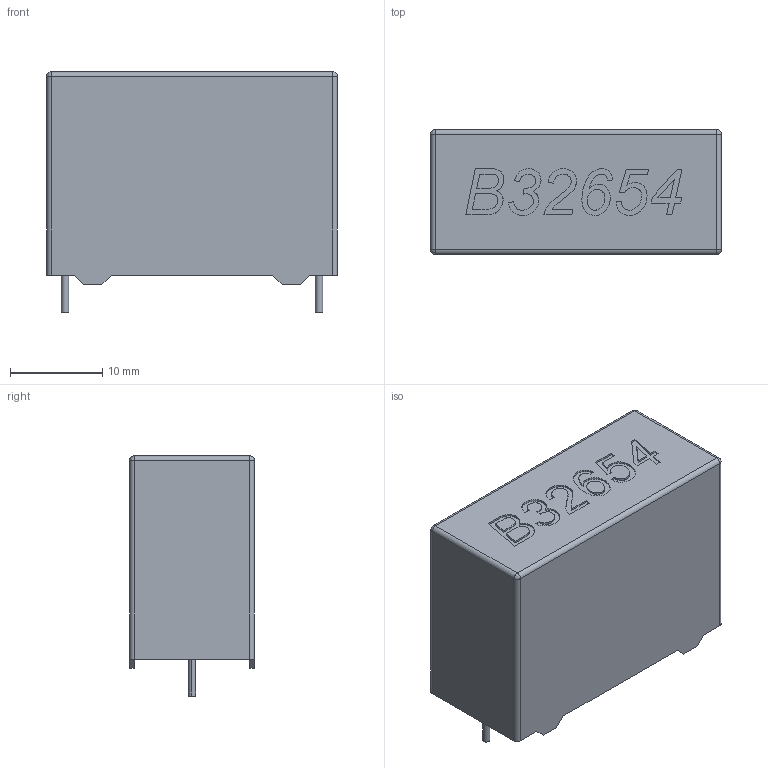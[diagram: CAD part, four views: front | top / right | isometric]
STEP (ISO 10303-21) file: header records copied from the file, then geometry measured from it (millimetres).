
FILE_DESCRIPTION (( 'STEP AP214' ), '1' );
FILE_NAME ('User Library-B32654_L3150H2300W1350.STEP', '2020-08-01T15:44:23', ( '' ), ( '' ), 'SwSTEP 2.0', 'SolidWorks 2020', '' );
FILE_SCHEMA (( 'AUTOMOTIVE_DESIGN' ));
Length unit declared in the file: millimetre
Products named in the file (1): User Library-B32654_L3150H2300W1350
Bounding box: 31.5 x 13.5 x 26 mm (x, y, z)
Volume: 9347.6 mm3; surface area: 2867.5 mm2
Topology: 1 solids, 1 shells, 146 faces, 388 edges, 252 vertices
Faces by surface type: plane 72, bspline 62, cylinder 12
Entity records: 8953 total; most frequent: CARTESIAN_POINT 4190, ORIENTED_EDGE 768, DIRECTION 462, EDGE_CURVE 384, VERTEX_POINT 252, LINE 244, VECTOR 244, EDGE_LOOP 158
